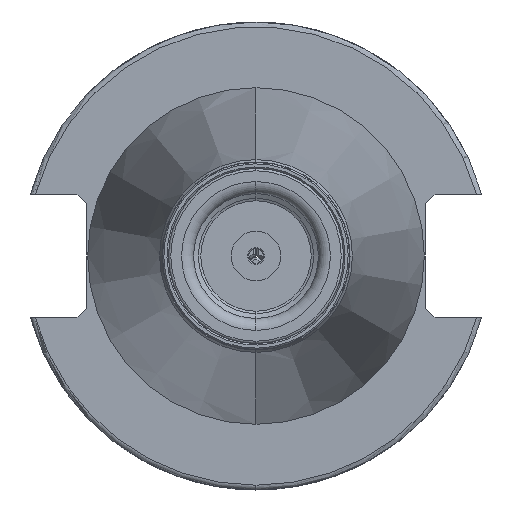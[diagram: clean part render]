
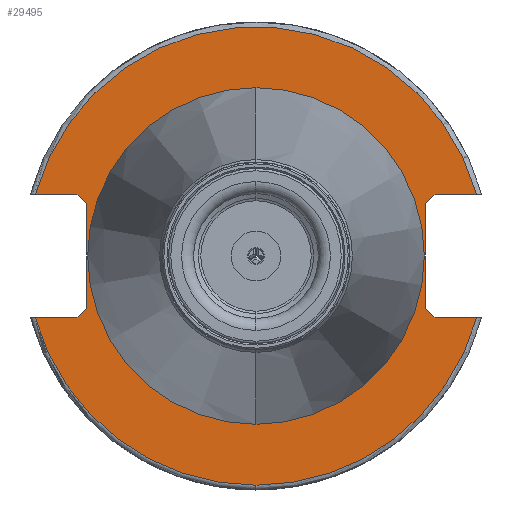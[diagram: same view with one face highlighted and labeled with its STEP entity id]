
A CAD part, front view. The second image highlights one B-rep face of the part: STEP entity #29495.
In plain terms, the highlighted face is planar.
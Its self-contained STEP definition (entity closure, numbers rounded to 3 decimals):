
#633 = ORIENTED_EDGE ( 'NONE', *, *, #22539, .T. ) ;
#807 = DIRECTION ( 'NONE',  ( 0., 0., 1. ) ) ;
#1035 = DIRECTION ( 'NONE',  ( 0., 0., -1. ) ) ;
#1261 = CARTESIAN_POINT ( 'NONE',  ( 130., 45.988, -12.85 ) ) ;
#2000 = DIRECTION ( 'NONE',  ( -1., 0., 0. ) ) ;
#2223 = VERTEX_POINT ( 'NONE', #32340 ) ;
#2303 = EDGE_CURVE ( 'NONE', #17686, #9813, #11034, .T. ) ;
#2329 = ORIENTED_EDGE ( 'NONE', *, *, #15788, .T. ) ;
#2654 = DIRECTION ( 'NONE',  ( -1., 0., 0. ) ) ;
#2745 = ORIENTED_EDGE ( 'NONE', *, *, #30315, .T. ) ;
#2849 = VERTEX_POINT ( 'NONE', #21165 ) ;
#2876 = VECTOR ( 'NONE', #11786, 1000. ) ;
#3241 = DIRECTION ( 'NONE',  ( 0., 1., 0. ) ) ;
#3303 = CARTESIAN_POINT ( 'NONE',  ( 130., 35.3, 0. ) ) ;
#3351 = AXIS2_PLACEMENT_3D ( 'NONE', #18612, #2654, #21285 ) ;
#3613 = DIRECTION ( 'NONE',  ( 0., 0.707, 0.707 ) ) ;
#4160 = CARTESIAN_POINT ( 'NONE',  ( 130., 0., 0. ) ) ;
#4900 = VECTOR ( 'NONE', #25184, 1000. ) ;
#5035 = CIRCLE ( 'NONE', #28919, 35.05 ) ;
#5111 = VECTOR ( 'NONE', #31031, 1000. ) ;
#5584 = VERTEX_POINT ( 'NONE', #19547 ) ;
#5674 = CARTESIAN_POINT ( 'NONE',  ( 130., 0., -35.05 ) ) ;
#5747 = DIRECTION ( 'NONE',  ( -1., 0., 0. ) ) ;
#5942 = CARTESIAN_POINT ( 'NONE',  ( 130., 35.05, -12.85 ) ) ;
#5995 = DIRECTION ( 'NONE',  ( 0., 0., -1. ) ) ;
#6006 = EDGE_CURVE ( 'NONE', #10308, #14572, #5035, .T. ) ;
#6119 = ORIENTED_EDGE ( 'NONE', *, *, #23408, .T. ) ;
#6153 = DIRECTION ( 'NONE',  ( 0., -1., 0. ) ) ;
#6368 = LINE ( 'NONE', #5942, #20491 ) ;
#6519 = ORIENTED_EDGE ( 'NONE', *, *, #20651, .T. ) ;
#6863 = DIRECTION ( 'NONE',  ( 0., 0., -1. ) ) ;
#7159 = EDGE_CURVE ( 'NONE', #14572, #10308, #12466, .T. ) ;
#8551 = VERTEX_POINT ( 'NONE', #15948 ) ;
#8999 = DIRECTION ( 'NONE',  ( 1., 0., 0. ) ) ;
#9813 = VERTEX_POINT ( 'NONE', #20133 ) ;
#9849 = ORIENTED_EDGE ( 'NONE', *, *, #2303, .T. ) ;
#9980 = LINE ( 'NONE', #27698, #2876 ) ;
#10064 = VECTOR ( 'NONE', #6153, 1000. ) ;
#10203 = VECTOR ( 'NONE', #3613, 1000. ) ;
#10239 = AXIS2_PLACEMENT_3D ( 'NONE', #32655, #16763, #807 ) ;
#10308 = VERTEX_POINT ( 'NONE', #28129 ) ;
#10310 = LINE ( 'NONE', #22536, #4900 ) ;
#10390 = AXIS2_PLACEMENT_3D ( 'NONE', #4160, #22796, #6863 ) ;
#11024 = VERTEX_POINT ( 'NONE', #1261 ) ;
#11034 = CIRCLE ( 'NONE', #29744, 47.75 ) ;
#11665 = CARTESIAN_POINT ( 'NONE',  ( 130., 35.05, 0. ) ) ;
#11786 = DIRECTION ( 'NONE',  ( 0., 0., 1. ) ) ;
#11900 = ORIENTED_EDGE ( 'NONE', *, *, #13562, .T. ) ;
#11935 = CIRCLE ( 'NONE', #3351, 47.75 ) ;
#12415 = DIRECTION ( 'NONE',  ( 0., -1., 0. ) ) ;
#12466 = CIRCLE ( 'NONE', #10239, 35.05 ) ;
#13562 = EDGE_CURVE ( 'NONE', #18219, #19076, #17363, .T. ) ;
#13579 = LINE ( 'NONE', #30248, #26871 ) ;
#13589 = EDGE_CURVE ( 'NONE', #30553, #5584, #10310, .T. ) ;
#13985 = VERTEX_POINT ( 'NONE', #21688 ) ;
#14223 = CARTESIAN_POINT ( 'NONE',  ( 130., 5.3, 29.75 ) ) ;
#14254 = EDGE_CURVE ( 'NONE', #11024, #13985, #20674, .T. ) ;
#14572 = VERTEX_POINT ( 'NONE', #5674 ) ;
#15788 = EDGE_CURVE ( 'NONE', #5584, #2223, #24365, .T. ) ;
#15948 = CARTESIAN_POINT ( 'NONE',  ( 130., -35.3, 10.85 ) ) ;
#16763 = DIRECTION ( 'NONE',  ( -1., 0., 0. ) ) ;
#17071 = CARTESIAN_POINT ( 'NONE',  ( 130., -37.3, 12.85 ) ) ;
#17129 = LINE ( 'NONE', #22081, #10064 ) ;
#17154 = CARTESIAN_POINT ( 'NONE',  ( 130., 29.75, -5.3 ) ) ;
#17324 = ORIENTED_EDGE ( 'NONE', *, *, #13589, .T. ) ;
#17363 = LINE ( 'NONE', #17154, #24465 ) ;
#17686 = VERTEX_POINT ( 'NONE', #21564 ) ;
#17724 = CARTESIAN_POINT ( 'NONE',  ( 130., 37.3, -12.85 ) ) ;
#17946 = CARTESIAN_POINT ( 'NONE',  ( 130., 0., 0. ) ) ;
#18087 = EDGE_CURVE ( 'NONE', #8551, #30167, #32515, .T. ) ;
#18219 = VERTEX_POINT ( 'NONE', #23990 ) ;
#18547 = LINE ( 'NONE', #25660, #25615 ) ;
#18612 = CARTESIAN_POINT ( 'NONE',  ( 130., 0., 0. ) ) ;
#19076 = VERTEX_POINT ( 'NONE', #17724 ) ;
#19547 = CARTESIAN_POINT ( 'NONE',  ( 130., -37.3, -12.85 ) ) ;
#19850 = ORIENTED_EDGE ( 'NONE', *, *, #27944, .T. ) ;
#20133 = CARTESIAN_POINT ( 'NONE',  ( 130., 45.988, 12.85 ) ) ;
#20167 = LINE ( 'NONE', #3303, #33426 ) ;
#20241 = FACE_OUTER_BOUND ( 'NONE', #30679, .T. ) ;
#20491 = VECTOR ( 'NONE', #3241, 1000. ) ;
#20624 = DIRECTION ( 'NONE',  ( 0., 0., 1. ) ) ;
#20651 = EDGE_CURVE ( 'NONE', #2849, #18219, #20167, .T. ) ;
#20674 = CIRCLE ( 'NONE', #10390, 47.75 ) ;
#21165 = CARTESIAN_POINT ( 'NONE',  ( 130., 35.3, 10.85 ) ) ;
#21285 = DIRECTION ( 'NONE',  ( 0., 0., -1. ) ) ;
#21480 = ORIENTED_EDGE ( 'NONE', *, *, #28604, .T. ) ;
#21564 = CARTESIAN_POINT ( 'NONE',  ( 130., -45.988, 12.85 ) ) ;
#21686 = CARTESIAN_POINT ( 'NONE',  ( 130., 0., 0. ) ) ;
#21688 = CARTESIAN_POINT ( 'NONE',  ( 130., 0., -47.75 ) ) ;
#22070 = CARTESIAN_POINT ( 'NONE',  ( 130., -45.988, -12.85 ) ) ;
#22081 = CARTESIAN_POINT ( 'NONE',  ( 130., 35.05, 12.85 ) ) ;
#22365 = ORIENTED_EDGE ( 'NONE', *, *, #14254, .T. ) ;
#22536 = CARTESIAN_POINT ( 'NONE',  ( 130., 35.05, -12.85 ) ) ;
#22539 = EDGE_CURVE ( 'NONE', #19076, #11024, #6368, .T. ) ;
#22796 = DIRECTION ( 'NONE',  ( -1., 0., 0. ) ) ;
#23237 = AXIS2_PLACEMENT_3D ( 'NONE', #11665, #8999, #1035 ) ;
#23408 = EDGE_CURVE ( 'NONE', #30167, #17686, #17129, .T. ) ;
#23990 = CARTESIAN_POINT ( 'NONE',  ( 130., 35.3, -10.85 ) ) ;
#24346 = DIRECTION ( 'NONE',  ( 0., 0., -1. ) ) ;
#24365 = LINE ( 'NONE', #14223, #10203 ) ;
#24465 = VECTOR ( 'NONE', #33047, 1000. ) ;
#25184 = DIRECTION ( 'NONE',  ( 0., 1., 0. ) ) ;
#25490 = EDGE_CURVE ( 'NONE', #2223, #8551, #9980, .T. ) ;
#25615 = VECTOR ( 'NONE', #12415, 1000. ) ;
#25660 = CARTESIAN_POINT ( 'NONE',  ( 130., 35.05, 12.85 ) ) ;
#26871 = VECTOR ( 'NONE', #32912, 1000. ) ;
#27698 = CARTESIAN_POINT ( 'NONE',  ( 130., -35.3, 0. ) ) ;
#27944 = EDGE_CURVE ( 'NONE', #13985, #30553, #11935, .T. ) ;
#28112 = ORIENTED_EDGE ( 'NONE', *, *, #6006, .F. ) ;
#28129 = CARTESIAN_POINT ( 'NONE',  ( 130., 0., 35.05 ) ) ;
#28604 = EDGE_CURVE ( 'NONE', #32782, #2849, #13579, .T. ) ;
#28919 = AXIS2_PLACEMENT_3D ( 'NONE', #17946, #2000, #20624 ) ;
#28971 = ORIENTED_EDGE ( 'NONE', *, *, #18087, .T. ) ;
#29085 = EDGE_LOOP ( 'NONE', ( #28112, #33475 ) ) ;
#29352 = CARTESIAN_POINT ( 'NONE',  ( 130., 37.3, 12.85 ) ) ;
#29495 = ADVANCED_FACE ( 'NONE', ( #20241, #34368 ), #32893, .F. ) ;
#29744 = AXIS2_PLACEMENT_3D ( 'NONE', #21686, #5747, #24346 ) ;
#29809 = ORIENTED_EDGE ( 'NONE', *, *, #25490, .T. ) ;
#30167 = VERTEX_POINT ( 'NONE', #17071 ) ;
#30248 = CARTESIAN_POINT ( 'NONE',  ( 130., 29.75, 5.3 ) ) ;
#30315 = EDGE_CURVE ( 'NONE', #9813, #32782, #18547, .T. ) ;
#30553 = VERTEX_POINT ( 'NONE', #22070 ) ;
#30679 = EDGE_LOOP ( 'NONE', ( #22365, #19850, #17324, #2329, #29809, #28971, #6119, #9849, #2745, #21480, #6519, #11900, #633 ) ) ;
#31031 = DIRECTION ( 'NONE',  ( 0., -0.707, 0.707 ) ) ;
#32340 = CARTESIAN_POINT ( 'NONE',  ( 130., -35.3, -10.85 ) ) ;
#32515 = LINE ( 'NONE', #33698, #5111 ) ;
#32655 = CARTESIAN_POINT ( 'NONE',  ( 130., 0., 0. ) ) ;
#32782 = VERTEX_POINT ( 'NONE', #29352 ) ;
#32893 = PLANE ( 'NONE',  #23237 ) ;
#32912 = DIRECTION ( 'NONE',  ( 0., -0.707, -0.707 ) ) ;
#33047 = DIRECTION ( 'NONE',  ( 0., 0.707, -0.707 ) ) ;
#33426 = VECTOR ( 'NONE', #5995, 1000. ) ;
#33475 = ORIENTED_EDGE ( 'NONE', *, *, #7159, .F. ) ;
#33698 = CARTESIAN_POINT ( 'NONE',  ( 130., 5.3, -29.75 ) ) ;
#34368 = FACE_BOUND ( 'NONE', #29085, .T. ) ;
